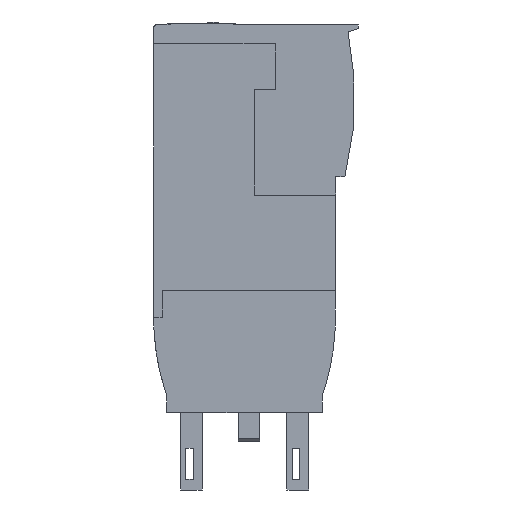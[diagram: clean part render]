
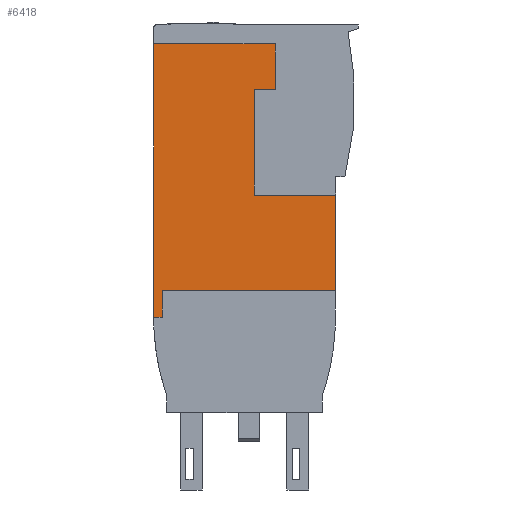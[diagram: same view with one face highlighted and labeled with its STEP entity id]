
A CAD part, left-side view. The second image highlights one B-rep face of the part: STEP entity #6418.
In plain terms, the highlighted planar face has unit normal (-1, 0, 0).
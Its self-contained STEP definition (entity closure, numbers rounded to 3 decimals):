
#6418=ADVANCED_FACE('',(#15714),#15715,.F.);
#6492=VERTEX_POINT('',#15805);
#6494=VERTEX_POINT('',#15807);
#6496=EDGE_CURVE('',#6492,#6494,#15809,.T.);
#6570=VERTEX_POINT('',#15883);
#6576=VERTEX_POINT('',#15889);
#6578=EDGE_CURVE('',#6570,#6576,#15891,.T.);
#7758=VERTEX_POINT('',#17071);
#7760=EDGE_CURVE('',#6492,#7758,#17073,.T.);
#7768=EDGE_CURVE('',#7758,#6576,#17081,.T.);
#7844=VERTEX_POINT('',#17157);
#7846=VERTEX_POINT('',#17159);
#7848=EDGE_CURVE('',#7844,#7846,#17161,.T.);
#7860=VERTEX_POINT('',#17173);
#7862=EDGE_CURVE('',#7846,#7860,#17175,.T.);
#7870=VERTEX_POINT('',#17183);
#7872=EDGE_CURVE('',#7860,#7870,#17185,.T.);
#8252=VERTEX_POINT('',#17565);
#8256=EDGE_CURVE('',#8252,#6570,#17569,.T.);
#12618=VERTEX_POINT('',#21931);
#12622=EDGE_CURVE('',#12618,#8252,#21935,.T.);
#12624=EDGE_CURVE('',#7870,#12618,#21937,.T.);
#12630=EDGE_CURVE('',#6494,#7844,#21943,.T.);
#15714=FACE_OUTER_BOUND('',#25337,.T.);
#15715=PLANE('',#25338);
#15805=CARTESIAN_POINT('',(0.01,19.8,56.0));
#15807=CARTESIAN_POINT('',(0.01,4.35,56.0));
#15809=LINE('',#25515,#25516);
#15883=CARTESIAN_POINT('',(0.01,15.8,84.7));
#15889=CARTESIAN_POINT('',(0.01,15.8,76.0));
#15891=LINE('',#25641,#25642);
#17071=CARTESIAN_POINT('',(0.01,19.8,76.0));
#17073=LINE('',#27473,#27474);
#17081=LINE('',#27487,#27488);
#17157=CARTESIAN_POINT('',(0.01,4.35,37.9));
#17159=CARTESIAN_POINT('',(0.01,37.25,37.9));
#17161=LINE('',#27613,#27614);
#17173=CARTESIAN_POINT('',(0.01,37.25,32.8));
#17175=LINE('',#27635,#27636);
#17183=CARTESIAN_POINT('',(0.01,38.85,32.8));
#17185=LINE('',#27651,#27652);
#17565=CARTESIAN_POINT('',(0.01,38.84,84.7));
#17569=LINE('',#28253,#28254);
#21931=CARTESIAN_POINT('',(0.01,38.85,84.7));
#21935=LINE('',#35084,#35085);
#21937=LINE('',#35088,#35089);
#21943=LINE('',#35100,#35101);
#25337=EDGE_LOOP('',(#42625,#42626,#42627,#42628,#42629,#42630,#42631,#42632,#42633,#42634,#42635));
#25338=AXIS2_PLACEMENT_3D('',#42636,#42637,#42638);
#25515=CARTESIAN_POINT('',(0.01,4.35,56.0));
#25516=VECTOR('',#42785,1.0);
#25641=CARTESIAN_POINT('',(0.01,15.8,56.0));
#25642=VECTOR('',#42807,1.0);
#27473=CARTESIAN_POINT('',(0.01,19.8,57.48));
#27474=VECTOR('',#43277,1.0);
#27487=CARTESIAN_POINT('',(0.01,21.393,76.0));
#27488=VECTOR('',#43280,1.0);
#27613=CARTESIAN_POINT('',(0.01,37.25,37.9));
#27614=VECTOR('',#43303,1.0);
#27635=CARTESIAN_POINT('',(0.01,37.25,32.85));
#27636=VECTOR('',#43307,1.0);
#27651=CARTESIAN_POINT('',(0.01,37.35,32.8));
#27652=VECTOR('',#43310,1.0);
#28253=CARTESIAN_POINT('',(0.01,15.8,84.7));
#28254=VECTOR('',#43459,1.0);
#35084=CARTESIAN_POINT('',(0.01,15.8,84.7));
#35085=VECTOR('',#45225,1.0);
#35088=CARTESIAN_POINT('',(0.01,38.85,32.85));
#35089=VECTOR('',#45226,1.0);
#35100=CARTESIAN_POINT('',(0.01,4.35,37.9));
#35101=VECTOR('',#45229,1.0);
#42625=ORIENTED_EDGE('',*,*,#7768,.T.);
#42626=ORIENTED_EDGE('',*,*,#6578,.F.);
#42627=ORIENTED_EDGE('',*,*,#8256,.F.);
#42628=ORIENTED_EDGE('',*,*,#12622,.F.);
#42629=ORIENTED_EDGE('',*,*,#12624,.F.);
#42630=ORIENTED_EDGE('',*,*,#7872,.F.);
#42631=ORIENTED_EDGE('',*,*,#7862,.F.);
#42632=ORIENTED_EDGE('',*,*,#7848,.F.);
#42633=ORIENTED_EDGE('',*,*,#12630,.F.);
#42634=ORIENTED_EDGE('',*,*,#6496,.F.);
#42635=ORIENTED_EDGE('',*,*,#7760,.T.);
#42636=CARTESIAN_POINT('',(0.01,22.987,58.96));
#42637=DIRECTION('',(1.0,0.0,0.0));
#42638=DIRECTION('',(0.0,0.0,-1.0));
#42785=DIRECTION('',(0.0,-1.0,0.0));
#42807=DIRECTION('',(0.0,0.0,-1.0));
#43277=DIRECTION('',(0.0,0.0,1.0));
#43280=DIRECTION('',(0.0,-1.0,0.0));
#43303=DIRECTION('',(0.0,1.0,0.0));
#43307=DIRECTION('',(0.0,0.0,-1.0));
#43310=DIRECTION('',(0.0,1.0,0.0));
#43459=DIRECTION('',(0.0,-1.0,0.0));
#45225=DIRECTION('',(0.0,-1.0,0.0));
#45226=DIRECTION('',(0.0,0.0,1.0));
#45229=DIRECTION('',(0.0,0.0,-1.0));
